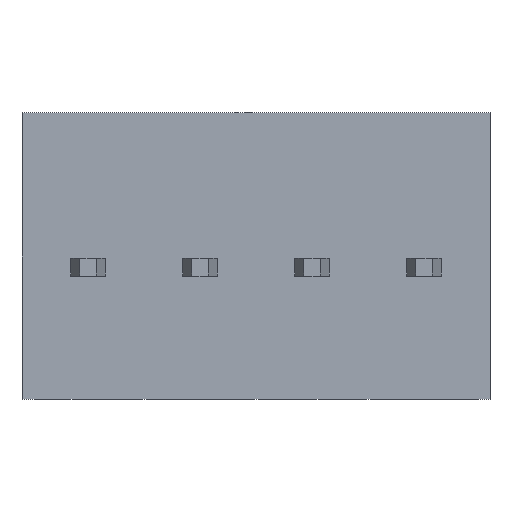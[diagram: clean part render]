
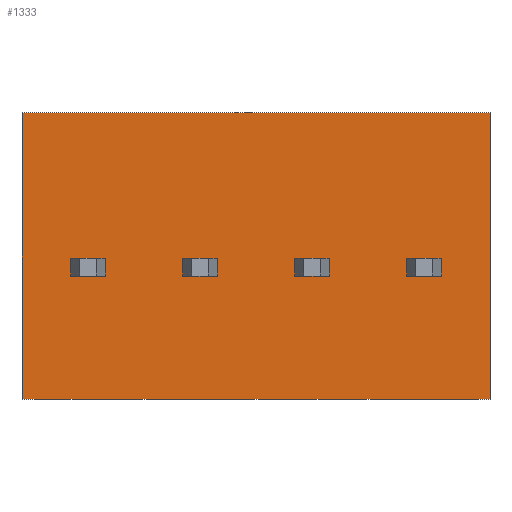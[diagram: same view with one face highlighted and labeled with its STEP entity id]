
A CAD part, front view. The second image highlights one B-rep face of the part: STEP entity #1333.
In plain terms, the highlighted planar face has unit normal (0, -1, 0).
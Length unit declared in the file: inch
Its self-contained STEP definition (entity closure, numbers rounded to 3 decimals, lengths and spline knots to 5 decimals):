
#10=DIRECTION('',(0.,0.,-1.));
#11=VECTOR('',#10,0.256);
#12=CARTESIAN_POINT('',(-0.209,0.,0.138));
#13=LINE('',#12,#11);
#102=DIRECTION('',(1.,0.,0.));
#103=VECTOR('',#102,0.418);
#104=CARTESIAN_POINT('',(-0.209,0.,-0.118));
#105=LINE('',#104,#103);
#170=DIRECTION('',(1.,0.,0.));
#171=VECTOR('',#170,0.418);
#172=CARTESIAN_POINT('',(-0.209,0.,0.138));
#173=LINE('',#172,#171);
#174=DIRECTION('',(1.,0.,0.));
#175=VECTOR('',#174,0.031);
#176=CARTESIAN_POINT('',(0.1345,0.,-0.008));
#177=LINE('',#176,#175);
#178=DIRECTION('',(0.,0.,1.));
#179=VECTOR('',#178,0.016);
#180=CARTESIAN_POINT('',(0.1655,0.,-0.008));
#181=LINE('',#180,#179);
#182=DIRECTION('',(1.,0.,0.));
#183=VECTOR('',#182,0.031);
#184=CARTESIAN_POINT('',(0.1345,0.,0.008));
#185=LINE('',#184,#183);
#186=DIRECTION('',(0.,0.,1.));
#187=VECTOR('',#186,0.016);
#188=CARTESIAN_POINT('',(0.1345,0.,-0.008));
#189=LINE('',#188,#187);
#190=DIRECTION('',(1.,0.,0.));
#191=VECTOR('',#190,0.031);
#192=CARTESIAN_POINT('',(0.0345,0.,-0.008));
#193=LINE('',#192,#191);
#194=DIRECTION('',(0.,0.,1.));
#195=VECTOR('',#194,0.016);
#196=CARTESIAN_POINT('',(0.0655,0.,-0.008));
#197=LINE('',#196,#195);
#198=DIRECTION('',(1.,0.,0.));
#199=VECTOR('',#198,0.031);
#200=CARTESIAN_POINT('',(0.0345,0.,0.008));
#201=LINE('',#200,#199);
#202=DIRECTION('',(0.,0.,1.));
#203=VECTOR('',#202,0.016);
#204=CARTESIAN_POINT('',(0.0345,0.,-0.008));
#205=LINE('',#204,#203);
#206=DIRECTION('',(1.,0.,0.));
#207=VECTOR('',#206,0.031);
#208=CARTESIAN_POINT('',(-0.0655,0.,-0.008));
#209=LINE('',#208,#207);
#210=DIRECTION('',(0.,0.,1.));
#211=VECTOR('',#210,0.016);
#212=CARTESIAN_POINT('',(-0.0345,0.,-0.008));
#213=LINE('',#212,#211);
#214=DIRECTION('',(1.,0.,0.));
#215=VECTOR('',#214,0.031);
#216=CARTESIAN_POINT('',(-0.0655,0.,0.008));
#217=LINE('',#216,#215);
#218=DIRECTION('',(0.,0.,1.));
#219=VECTOR('',#218,0.016);
#220=CARTESIAN_POINT('',(-0.0655,0.,-0.008));
#221=LINE('',#220,#219);
#222=DIRECTION('',(1.,0.,0.));
#223=VECTOR('',#222,0.031);
#224=CARTESIAN_POINT('',(-0.1655,0.,-0.008));
#225=LINE('',#224,#223);
#226=DIRECTION('',(0.,0.,1.));
#227=VECTOR('',#226,0.016);
#228=CARTESIAN_POINT('',(-0.1345,0.,-0.008));
#229=LINE('',#228,#227);
#230=DIRECTION('',(1.,0.,0.));
#231=VECTOR('',#230,0.031);
#232=CARTESIAN_POINT('',(-0.1655,0.,0.008));
#233=LINE('',#232,#231);
#234=DIRECTION('',(0.,0.,1.));
#235=VECTOR('',#234,0.016);
#236=CARTESIAN_POINT('',(-0.1655,0.,-0.008));
#237=LINE('',#236,#235);
#271=DIRECTION('',(0.,0.,-1.));
#272=VECTOR('',#271,0.256);
#273=CARTESIAN_POINT('',(0.209,0.,0.138));
#274=LINE('',#273,#272);
#835=CARTESIAN_POINT('',(-0.209,0.,0.138));
#836=CARTESIAN_POINT('',(-0.209,0.,-0.118));
#837=VERTEX_POINT('',#835);
#838=VERTEX_POINT('',#836);
#849=CARTESIAN_POINT('',(0.209,0.,0.138));
#850=CARTESIAN_POINT('',(0.209,0.,-0.118));
#851=VERTEX_POINT('',#849);
#852=VERTEX_POINT('',#850);
#907=CARTESIAN_POINT('',(0.1345,0.,-0.008));
#908=CARTESIAN_POINT('',(0.1655,0.,-0.008));
#909=VERTEX_POINT('',#907);
#910=VERTEX_POINT('',#908);
#911=CARTESIAN_POINT('',(0.1345,0.,0.008));
#912=CARTESIAN_POINT('',(0.1655,0.,0.008));
#913=VERTEX_POINT('',#911);
#914=VERTEX_POINT('',#912);
#915=CARTESIAN_POINT('',(0.0345,0.,-0.008));
#916=CARTESIAN_POINT('',(0.0655,0.,-0.008));
#917=VERTEX_POINT('',#915);
#918=VERTEX_POINT('',#916);
#919=CARTESIAN_POINT('',(0.0345,0.,0.008));
#920=CARTESIAN_POINT('',(0.0655,0.,0.008));
#921=VERTEX_POINT('',#919);
#922=VERTEX_POINT('',#920);
#987=CARTESIAN_POINT('',(-0.0655,0.,-0.008));
#988=CARTESIAN_POINT('',(-0.0345,0.,-0.008));
#989=VERTEX_POINT('',#987);
#990=VERTEX_POINT('',#988);
#991=CARTESIAN_POINT('',(-0.0655,0.,0.008));
#992=CARTESIAN_POINT('',(-0.0345,0.,0.008));
#993=VERTEX_POINT('',#991);
#994=VERTEX_POINT('',#992);
#1059=CARTESIAN_POINT('',(-0.1655,0.,-0.008));
#1060=CARTESIAN_POINT('',(-0.1345,0.,-0.008));
#1061=VERTEX_POINT('',#1059);
#1062=VERTEX_POINT('',#1060);
#1063=CARTESIAN_POINT('',(-0.1655,0.,0.008));
#1064=CARTESIAN_POINT('',(-0.1345,0.,0.008));
#1065=VERTEX_POINT('',#1063);
#1066=VERTEX_POINT('',#1064);
#1280=CARTESIAN_POINT('',(-0.209,0.,0.138));
#1281=DIRECTION('',(0.,-1.,0.));
#1282=DIRECTION('',(0.,0.,-1.));
#1283=AXIS2_PLACEMENT_3D('',#1280,#1281,#1282);
#1284=PLANE('',#1283);
#1285=ORIENTED_EDGE('',*,*,#1100,.F.);
#1287=ORIENTED_EDGE('',*,*,#1286,.T.);
#1289=ORIENTED_EDGE('',*,*,#1288,.T.);
#1290=ORIENTED_EDGE('',*,*,#1232,.F.);
#1291=EDGE_LOOP('',(#1285,#1287,#1289,#1290));
#1292=FACE_OUTER_BOUND('',#1291,.F.);
#1294=ORIENTED_EDGE('',*,*,#1293,.T.);
#1296=ORIENTED_EDGE('',*,*,#1295,.T.);
#1298=ORIENTED_EDGE('',*,*,#1297,.F.);
#1300=ORIENTED_EDGE('',*,*,#1299,.F.);
#1301=EDGE_LOOP('',(#1294,#1296,#1298,#1300));
#1302=FACE_BOUND('',#1301,.F.);
#1304=ORIENTED_EDGE('',*,*,#1303,.T.);
#1306=ORIENTED_EDGE('',*,*,#1305,.T.);
#1308=ORIENTED_EDGE('',*,*,#1307,.F.);
#1310=ORIENTED_EDGE('',*,*,#1309,.F.);
#1311=EDGE_LOOP('',(#1304,#1306,#1308,#1310));
#1312=FACE_BOUND('',#1311,.F.);
#1314=ORIENTED_EDGE('',*,*,#1313,.T.);
#1316=ORIENTED_EDGE('',*,*,#1315,.T.);
#1318=ORIENTED_EDGE('',*,*,#1317,.F.);
#1320=ORIENTED_EDGE('',*,*,#1319,.F.);
#1321=EDGE_LOOP('',(#1314,#1316,#1318,#1320));
#1322=FACE_BOUND('',#1321,.F.);
#1324=ORIENTED_EDGE('',*,*,#1323,.T.);
#1326=ORIENTED_EDGE('',*,*,#1325,.T.);
#1328=ORIENTED_EDGE('',*,*,#1327,.F.);
#1330=ORIENTED_EDGE('',*,*,#1329,.F.);
#1331=EDGE_LOOP('',(#1324,#1326,#1328,#1330));
#1332=FACE_BOUND('',#1331,.F.);
#1333=ADVANCED_FACE('',(#1292,#1302,#1312,#1322,#1332),#1284,.T.);
#1100=EDGE_CURVE('',#837,#838,#13,.T.);
#1232=EDGE_CURVE('',#838,#852,#105,.T.);
#1286=EDGE_CURVE('',#837,#851,#173,.T.);
#1288=EDGE_CURVE('',#851,#852,#274,.T.);
#1293=EDGE_CURVE('',#909,#910,#177,.T.);
#1295=EDGE_CURVE('',#910,#914,#181,.T.);
#1297=EDGE_CURVE('',#913,#914,#185,.T.);
#1299=EDGE_CURVE('',#909,#913,#189,.T.);
#1303=EDGE_CURVE('',#917,#918,#193,.T.);
#1305=EDGE_CURVE('',#918,#922,#197,.T.);
#1307=EDGE_CURVE('',#921,#922,#201,.T.);
#1309=EDGE_CURVE('',#917,#921,#205,.T.);
#1313=EDGE_CURVE('',#989,#990,#209,.T.);
#1315=EDGE_CURVE('',#990,#994,#213,.T.);
#1317=EDGE_CURVE('',#993,#994,#217,.T.);
#1319=EDGE_CURVE('',#989,#993,#221,.T.);
#1323=EDGE_CURVE('',#1061,#1062,#225,.T.);
#1325=EDGE_CURVE('',#1062,#1066,#229,.T.);
#1327=EDGE_CURVE('',#1065,#1066,#233,.T.);
#1329=EDGE_CURVE('',#1061,#1065,#237,.T.);
